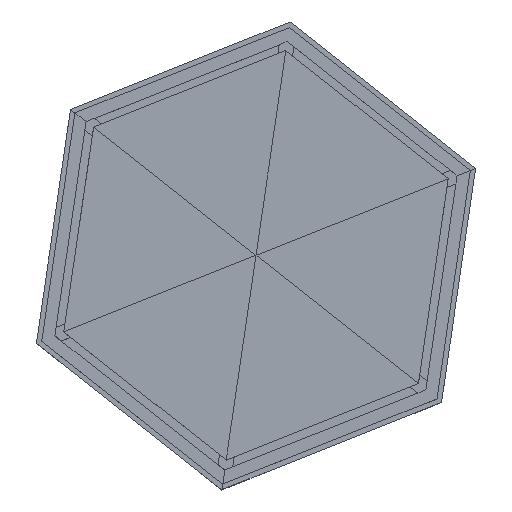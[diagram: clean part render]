
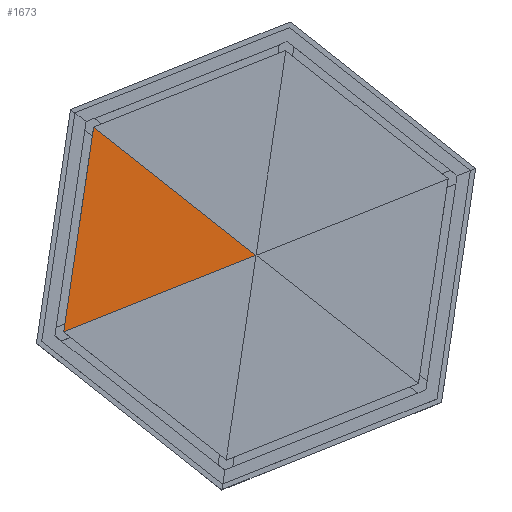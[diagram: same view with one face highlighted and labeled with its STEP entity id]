
A CAD part, top view. The second image highlights one B-rep face of the part: STEP entity #1673.
In plain terms, the highlighted planar face has unit normal (0, 0, 1).
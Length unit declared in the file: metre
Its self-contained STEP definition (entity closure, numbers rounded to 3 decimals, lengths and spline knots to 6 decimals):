
#185=ORIENTED_EDGE('',*,*,#611,.F.);
#186=ORIENTED_EDGE('',*,*,#619,.T.);
#187=ORIENTED_EDGE('',*,*,#621,.F.);
#611=EDGE_CURVE('',#831,#832,#986,.T.);
#619=EDGE_CURVE('',#831,#838,#994,.T.);
#621=EDGE_CURVE('',#832,#838,#996,.T.);
#831=VERTEX_POINT('',#2478);
#832=VERTEX_POINT('',#2480);
#838=VERTEX_POINT('',#2494);
#986=LINE('',#2479,#1163);
#994=LINE('',#2495,#1171);
#996=LINE('',#2498,#1173);
#1163=VECTOR('',#1985,1.);
#1171=VECTOR('',#1995,1.);
#1173=VECTOR('',#1999,1.);
#1341=EDGE_LOOP('',(#185,#186,#187));
#1470=FACE_BOUND('',#1341,.T.);
#1599=PLANE('',#1825);
#1673=ADVANCED_FACE('',(#1470),#1599,.T.);
#1825=AXIS2_PLACEMENT_3D('',#2499,#2000,#2001);
#1985=DIRECTION('',(0.5,0.866,0.));
#1995=DIRECTION('',(1.,0.,0.));
#1999=DIRECTION('',(0.5,-0.866,0.));
#2000=DIRECTION('',(0.,0.,1.));
#2001=DIRECTION('',(1.,0.,0.));
#2478=CARTESIAN_POINT('',(-0.088939,-0.154048,0.008467));
#2479=CARTESIAN_POINT('',(-0.04447,-0.077024,0.008467));
#2480=CARTESIAN_POINT('',(0.,0.,0.008467));
#2494=CARTESIAN_POINT('',(0.088939,-0.154048,0.008467));
#2495=CARTESIAN_POINT('',(0.,-0.154048,0.008467));
#2498=CARTESIAN_POINT('',(0.04447,-0.077024,0.008467));
#2499=CARTESIAN_POINT('',(0.,0.018549,0.008467));
